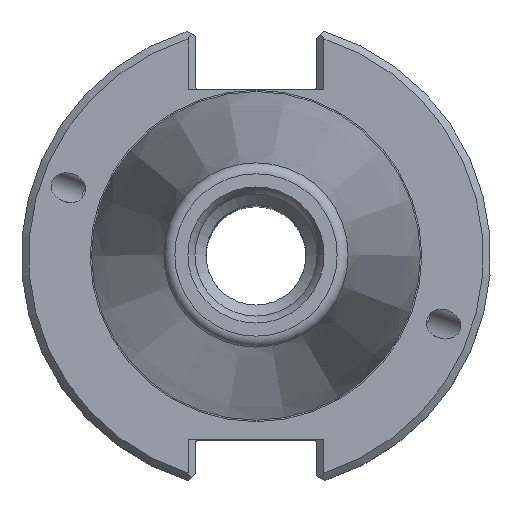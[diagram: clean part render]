
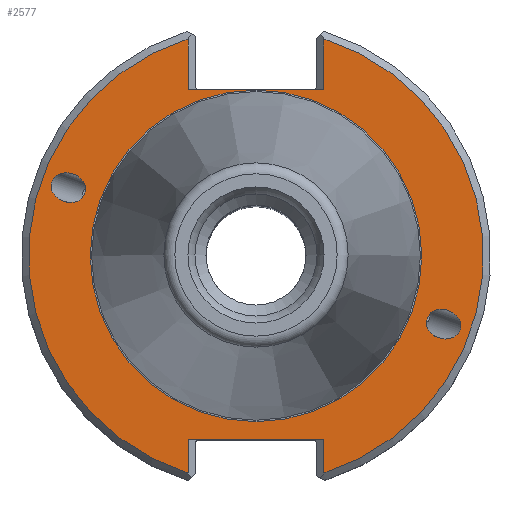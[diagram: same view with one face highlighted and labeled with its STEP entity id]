
A CAD part, top view. The second image highlights one B-rep face of the part: STEP entity #2577.
In plain terms, the highlighted planar face has unit normal (0, 0, 1).
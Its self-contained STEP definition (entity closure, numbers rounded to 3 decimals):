
#24=ELLIPSE('',#2742,2.381,1.95);
#25=ELLIPSE('',#2746,2.381,1.95);
#66=LINE('',#4047,#131);
#69=LINE('',#4058,#134);
#88=LINE('',#4144,#153);
#90=LINE('',#4160,#155);
#91=LINE('',#4162,#156);
#92=LINE('',#4164,#157);
#131=VECTOR('',#3111,1000.);
#134=VECTOR('',#3116,1000.);
#153=VECTOR('',#3167,1000.);
#155=VECTOR('',#3177,1000.);
#156=VECTOR('',#3178,1000.);
#157=VECTOR('',#3179,1000.);
#195=PLANE('',#2764);
#310=CIRCLE('',#2740,22.418);
#311=CIRCLE('',#2749,30.75);
#312=CIRCLE('',#2756,30.75);
#722=ORIENTED_EDGE('',*,*,#982,.F.);
#723=ORIENTED_EDGE('',*,*,#987,.T.);
#724=ORIENTED_EDGE('',*,*,#981,.T.);
#725=ORIENTED_EDGE('',*,*,#1012,.F.);
#726=ORIENTED_EDGE('',*,*,#977,.T.);
#727=ORIENTED_EDGE('',*,*,#1004,.T.);
#728=ORIENTED_EDGE('',*,*,#1017,.T.);
#729=ORIENTED_EDGE('',*,*,#1018,.F.);
#730=ORIENTED_EDGE('',*,*,#1019,.T.);
#731=ORIENTED_EDGE('',*,*,#975,.F.);
#732=ORIENTED_EDGE('',*,*,#974,.F.);
#974=EDGE_CURVE('',#1179,#1179,#310,.T.);
#975=EDGE_CURVE('',#1180,#1180,#24,.T.);
#977=EDGE_CURVE('',#1182,#1181,#66,.T.);
#981=EDGE_CURVE('',#1183,#1184,#69,.T.);
#982=EDGE_CURVE('',#1185,#1185,#25,.T.);
#987=EDGE_CURVE('',#1188,#1183,#311,.T.);
#1004=EDGE_CURVE('',#1181,#1199,#312,.T.);
#1012=EDGE_CURVE('',#1182,#1184,#88,.T.);
#1017=EDGE_CURVE('',#1199,#1206,#90,.T.);
#1018=EDGE_CURVE('',#1207,#1206,#91,.T.);
#1019=EDGE_CURVE('',#1207,#1188,#92,.T.);
#1179=VERTEX_POINT('',#4037);
#1180=VERTEX_POINT('',#4040);
#1181=VERTEX_POINT('',#4046);
#1182=VERTEX_POINT('',#4048);
#1183=VERTEX_POINT('',#4055);
#1184=VERTEX_POINT('',#4057);
#1185=VERTEX_POINT('',#4061);
#1188=VERTEX_POINT('',#4076);
#1199=VERTEX_POINT('',#4122);
#1206=VERTEX_POINT('',#4161);
#1207=VERTEX_POINT('',#4163);
#1454=EDGE_LOOP('',(#722));
#1455=EDGE_LOOP('',(#723,#724,#725,#726,#727,#728,#729,#730));
#1456=EDGE_LOOP('',(#731));
#1457=EDGE_LOOP('',(#732));
#1628=FACE_BOUND('',#1454,.T.);
#1629=FACE_BOUND('',#1455,.T.);
#1630=FACE_BOUND('',#1456,.T.);
#1631=FACE_BOUND('',#1457,.T.);
#2577=ADVANCED_FACE('',(#1628,#1629,#1630,#1631),#195,.T.);
#2740=AXIS2_PLACEMENT_3D('',#4036,#3103,#3104);
#2742=AXIS2_PLACEMENT_3D('',#4039,#3107,#3108);
#2746=AXIS2_PLACEMENT_3D('',#4060,#3119,#3120);
#2749=AXIS2_PLACEMENT_3D('',#4077,#3127,#3128);
#2756=AXIS2_PLACEMENT_3D('',#4123,#3153,#3154);
#2764=AXIS2_PLACEMENT_3D('',#4159,#3175,#3176);
#3103=DIRECTION('',(0.,0.,1.));
#3104=DIRECTION('',(1.,0.,0.));
#3107=DIRECTION('',(0.,0.,1.));
#3108=DIRECTION('',(-0.94,0.342,0.));
#3111=DIRECTION('',(0.,-1.,0.));
#3116=DIRECTION('',(0.,1.,0.));
#3119=DIRECTION('',(0.,0.,1.));
#3120=DIRECTION('',(0.94,-0.342,0.));
#3127=DIRECTION('',(0.,0.,1.));
#3128=DIRECTION('',(1.,0.,0.));
#3153=DIRECTION('',(0.,0.,1.));
#3154=DIRECTION('',(1.,0.,0.));
#3167=DIRECTION('',(-1.,0.,0.));
#3175=DIRECTION('',(0.,0.,1.));
#3176=DIRECTION('',(1.,0.,0.));
#3177=DIRECTION('',(0.,-1.,0.));
#3178=DIRECTION('',(1.,0.,0.));
#3179=DIRECTION('',(0.,1.,0.));
#4036=CARTESIAN_POINT('',(0.,0.,-3.17));
#4037=CARTESIAN_POINT('',(22.418,0.,-3.17));
#4039=CARTESIAN_POINT('',(25.372,-9.235,-3.17));
#4040=CARTESIAN_POINT('',(23.135,-8.42,-3.17));
#4046=CARTESIAN_POINT('',(9.19,-29.345,-3.17));
#4047=CARTESIAN_POINT('',(9.19,-30.831,-3.17));
#4048=CARTESIAN_POINT('',(9.19,-24.87,-3.17));
#4055=CARTESIAN_POINT('',(-9.19,-29.345,-3.17));
#4057=CARTESIAN_POINT('',(-9.19,-24.87,-3.17));
#4058=CARTESIAN_POINT('',(-9.19,-24.87,-3.17));
#4060=CARTESIAN_POINT('',(-25.372,9.235,-3.17));
#4061=CARTESIAN_POINT('',(-23.135,8.42,-3.17));
#4076=CARTESIAN_POINT('',(-9.19,29.345,-3.17));
#4077=CARTESIAN_POINT('',(0.,0.,-3.17));
#4122=CARTESIAN_POINT('',(9.19,29.345,-3.17));
#4123=CARTESIAN_POINT('',(0.,0.,-3.17));
#4144=CARTESIAN_POINT('',(8.19,-24.87,-3.17));
#4159=CARTESIAN_POINT('',(22.418,0.,-3.17));
#4160=CARTESIAN_POINT('',(9.19,22.46,-3.17));
#4161=CARTESIAN_POINT('',(9.19,22.46,-3.17));
#4162=CARTESIAN_POINT('',(-8.19,22.46,-3.17));
#4163=CARTESIAN_POINT('',(-9.19,22.46,-3.17));
#4164=CARTESIAN_POINT('',(-9.19,30.831,-3.17));
